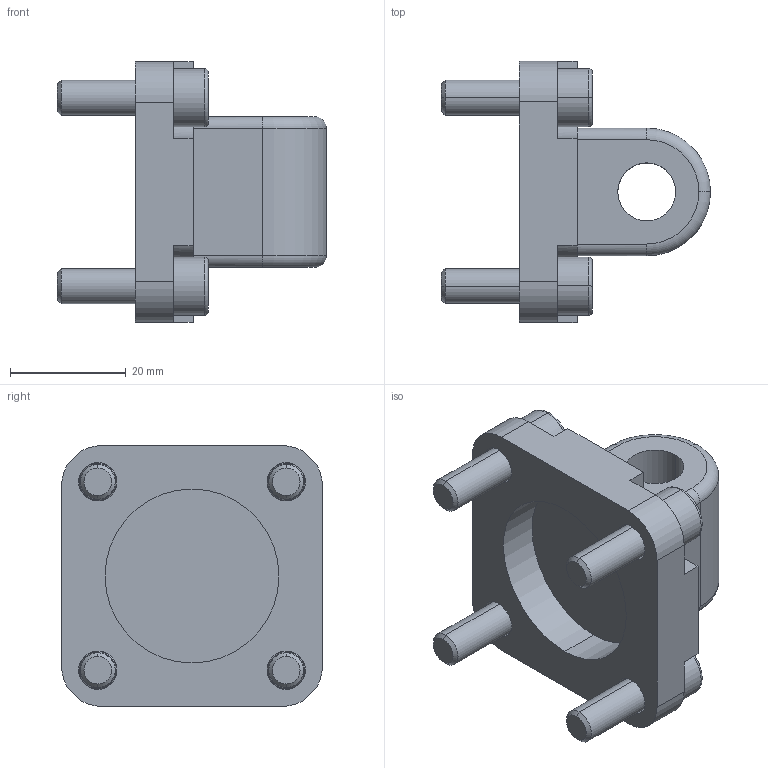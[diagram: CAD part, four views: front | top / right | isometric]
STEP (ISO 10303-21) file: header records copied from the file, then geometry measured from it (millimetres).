
FILE_DESCRIPTION(('HOOPS Exchange Step'),'2;1');
FILE_NAME('export-7E9AE0B1-EEBC-4E9D-8806-EEE9B467E25C.stp','2020-08-25T16:06:14+02:00',('Engineering'),('Alibre'),'HOOPS Exchange 2020.0','Alibre','Unknown authorisation');
FILE_SCHEMA( ('AP242_MANAGED_MODEL_BASED_3D_ENGINEERING_MIM_LF {1 0 10303 442 1 1 4 }') );
Length unit declared in the file: millimetre
Products named in the file (3): 4022-1 W0950322004 Hinge - Model BA 032 ISO; 4022-2 W0950322004 Hinge - Model BA 032 ISO Screw DIN 912 M6x20; 4022 W0950322004 Hinge - Model BA 032 ISO
Assembly tree (5 placements, depth 2):
  4022 W0950322004 Hinge - Model BA 032 ISO
    4022-1 W0950322004 Hinge - Model BA 032 ISO
    4022-2 W0950322004 Hinge - Model BA 032 ISO Screw DIN 912 M6x20  x4
Bounding box: 46.4 x 45 x 45 mm (x, y, z)
Volume: 21542.1 mm3; surface area: 11931.7 mm2
Topology: 1 solids, 93 shells, 184 faces, 597 edges, 476 vertices
Faces by surface type: plane 90, cylinder 42, torus 28, cone 24
Entity records: 3265 total; most frequent: CARTESIAN_POINT 593, DIRECTION 579, ORIENTED_EDGE 440, EDGE_CURVE 267, AXIS2_PLACEMENT_3D 225, VERTEX_POINT 194, VECTOR 129, LINE 129
